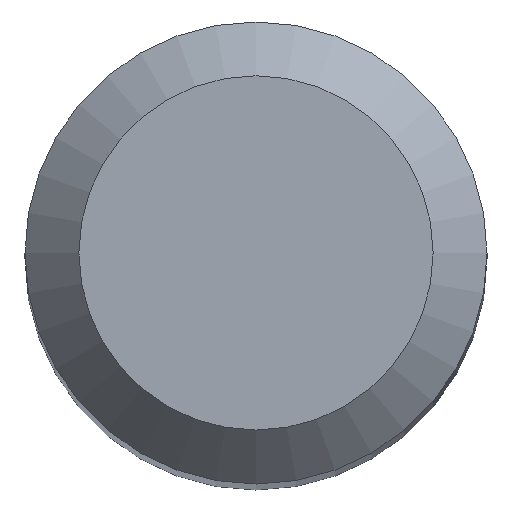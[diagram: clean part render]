
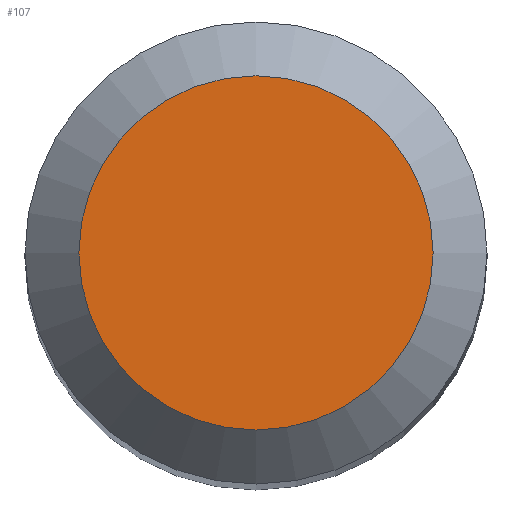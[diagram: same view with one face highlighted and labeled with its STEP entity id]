
A CAD part, top view. The second image highlights one B-rep face of the part: STEP entity #107.
In plain terms, the highlighted planar face has unit normal (0, 0, 1).
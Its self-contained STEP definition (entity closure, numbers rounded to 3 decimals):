
#36 = DIRECTION ( 'NONE',  ( 0., 0., -1. ) ) ;
#55 = ORIENTED_EDGE ( 'NONE', *, *, #128, .F. ) ;
#63 = FACE_OUTER_BOUND ( 'NONE', #222, .T. ) ;
#64 = AXIS2_PLACEMENT_3D ( 'NONE', #190, #152, #120 ) ;
#106 = CARTESIAN_POINT ( 'NONE',  ( 0., 2.3, 89. ) ) ;
#107 = ADVANCED_FACE ( 'NONE', ( #63 ), #118, .F. ) ;
#116 = DIRECTION ( 'NONE',  ( 0., 1., 0. ) ) ;
#118 = PLANE ( 'NONE',  #140 ) ;
#120 = DIRECTION ( 'NONE',  ( 0., 1., 0. ) ) ;
#128 = EDGE_CURVE ( 'NONE', #232, #232, #221, .T. ) ;
#135 = CARTESIAN_POINT ( 'NONE',  ( 0., 0., 89. ) ) ;
#140 = AXIS2_PLACEMENT_3D ( 'NONE', #135, #36, #116 ) ;
#152 = DIRECTION ( 'NONE',  ( 0., 0., -1. ) ) ;
#190 = CARTESIAN_POINT ( 'NONE',  ( 0., 0., 89. ) ) ;
#221 = CIRCLE ( 'NONE', #64, 2.3 ) ;
#222 = EDGE_LOOP ( 'NONE', ( #55 ) ) ;
#232 = VERTEX_POINT ( 'NONE', #106 ) ;
